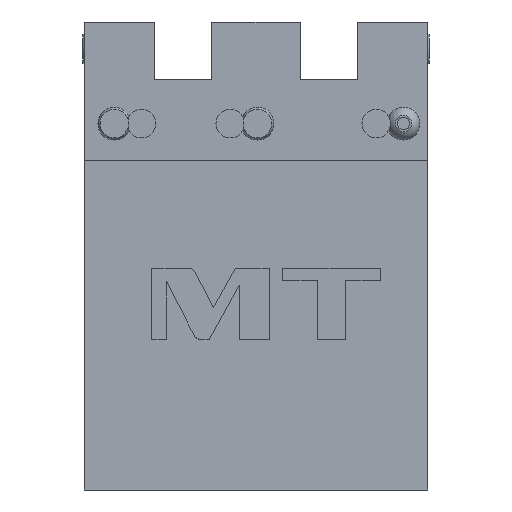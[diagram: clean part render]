
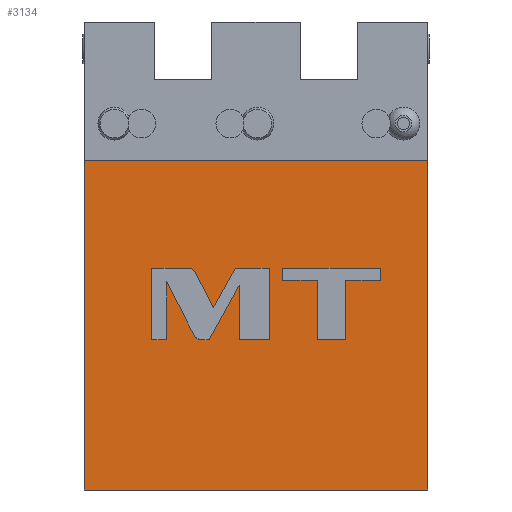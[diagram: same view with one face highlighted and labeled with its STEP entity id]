
A CAD part, left-side view. The second image highlights one B-rep face of the part: STEP entity #3134.
In plain terms, the highlighted planar face has unit normal (-1, 0, 0).
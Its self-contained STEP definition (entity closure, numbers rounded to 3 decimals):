
#541=DIRECTION('',(0.,-1.,0.));
#542=VECTOR('',#541,120.);
#543=CARTESIAN_POINT('',(-36.,63.5,-65.));
#544=LINE('',#543,#542);
#561=DIRECTION('',(0.,-1.,0.));
#562=VECTOR('',#561,120.);
#563=CARTESIAN_POINT('',(-36.,63.5,50.));
#564=LINE('',#563,#562);
#565=CARTESIAN_POINT('',(-36.,24.713,10.872));
#566=CARTESIAN_POINT('',(-36.,25.232,11.876));
#567=CARTESIAN_POINT('',(-36.,26.257,12.5));
#568=CARTESIAN_POINT('',(-36.,27.387,12.5));
#570=DIRECTION('',(0.,1.,0.));
#571=VECTOR('',#570,12.568);
#572=CARTESIAN_POINT('',(-36.,27.387,12.5));
#573=LINE('',#572,#571);
#574=DIRECTION('',(0.,0.,-1.));
#575=VECTOR('',#574,25.);
#576=CARTESIAN_POINT('',(-36.,39.955,12.5));
#577=LINE('',#576,#575);
#578=DIRECTION('',(0.,-1.,0.));
#579=VECTOR('',#578,5.2);
#580=CARTESIAN_POINT('',(-36.,39.955,-12.5));
#581=LINE('',#580,#579);
#582=DIRECTION('',(0.,0.,1.));
#583=VECTOR('',#582,20.253);
#584=CARTESIAN_POINT('',(-36.,34.755,-12.5));
#585=LINE('',#584,#583);
#586=DIRECTION('',(0.,-0.459,-0.888));
#587=VECTOR('',#586,20.967);
#588=CARTESIAN_POINT('',(-36.,34.755,7.753));
#589=LINE('',#588,#587);
#590=CARTESIAN_POINT('',(-36.,25.125,-10.872));
#591=CARTESIAN_POINT('',(-36.,24.605,-11.877));
#592=CARTESIAN_POINT('',(-36.,23.579,-12.5));
#593=CARTESIAN_POINT('',(-36.,22.448,-12.5));
#595=DIRECTION('',(0.,-1.,0.));
#596=VECTOR('',#595,2.608);
#597=CARTESIAN_POINT('',(-36.,22.448,-12.5));
#598=LINE('',#597,#596);
#599=DIRECTION('',(0.,-0.481,0.877));
#600=VECTOR('',#599,21.691);
#601=CARTESIAN_POINT('',(-36.,19.84,-12.5));
#602=LINE('',#601,#600);
#603=DIRECTION('',(0.,0.,-1.));
#604=VECTOR('',#603,19.015);
#605=CARTESIAN_POINT('',(-36.,9.402,6.515));
#606=LINE('',#605,#604);
#607=DIRECTION('',(0.,-1.,0.));
#608=VECTOR('',#607,10.52);
#609=CARTESIAN_POINT('',(-36.,9.402,-12.5));
#610=LINE('',#609,#608);
#611=DIRECTION('',(0.,0.,1.));
#612=VECTOR('',#611,25.);
#613=CARTESIAN_POINT('',(-36.,-1.118,-12.5));
#614=LINE('',#613,#612);
#615=DIRECTION('',(0.,1.,0.));
#616=VECTOR('',#615,11.86);
#617=CARTESIAN_POINT('',(-36.,-1.118,12.5));
#618=LINE('',#617,#616);
#619=DIRECTION('',(0.,0.481,-0.877));
#620=VECTOR('',#619,15.851);
#621=CARTESIAN_POINT('',(-36.,10.742,12.5));
#622=LINE('',#621,#620);
#623=DIRECTION('',(0.,0.459,0.888));
#624=VECTOR('',#623,13.81);
#625=CARTESIAN_POINT('',(-36.,18.37,-1.395));
#626=LINE('',#625,#624);
#627=DIRECTION('',(0.,0.,-1.));
#628=VECTOR('',#627,20.743);
#629=CARTESIAN_POINT('',(-36.,-17.931,8.243));
#630=LINE('',#629,#628);
#631=DIRECTION('',(0.,-1.,0.));
#632=VECTOR('',#631,9.903);
#633=CARTESIAN_POINT('',(-36.,-17.931,-12.5));
#634=LINE('',#633,#632);
#635=DIRECTION('',(0.,0.,1.));
#636=VECTOR('',#635,20.743);
#637=CARTESIAN_POINT('',(-36.,-27.834,-12.5));
#638=LINE('',#637,#636);
#639=DIRECTION('',(0.,-1.,0.));
#640=VECTOR('',#639,12.12);
#641=CARTESIAN_POINT('',(-36.,-27.834,8.243));
#642=LINE('',#641,#640);
#643=DIRECTION('',(0.,0.,1.));
#644=VECTOR('',#643,4.257);
#645=CARTESIAN_POINT('',(-36.,-39.954,8.243));
#646=LINE('',#645,#644);
#647=DIRECTION('',(0.,1.,0.));
#648=VECTOR('',#647,34.143);
#649=CARTESIAN_POINT('',(-36.,-39.954,12.5));
#650=LINE('',#649,#648);
#651=DIRECTION('',(0.,0.,-1.));
#652=VECTOR('',#651,4.257);
#653=CARTESIAN_POINT('',(-36.,-5.811,12.5));
#654=LINE('',#653,#652);
#655=DIRECTION('',(0.,-1.,0.));
#656=VECTOR('',#655,12.12);
#657=CARTESIAN_POINT('',(-36.,-5.811,8.243));
#658=LINE('',#657,#656);
#663=DIRECTION('',(0.,0.,1.));
#664=VECTOR('',#663,115.);
#665=CARTESIAN_POINT('',(-36.,63.5,-65.));
#666=LINE('',#665,#664);
#793=DIRECTION('',(0.,0.,1.));
#794=VECTOR('',#793,115.);
#795=CARTESIAN_POINT('',(-36.,-56.5,-65.));
#796=LINE('',#795,#794);
#1873=CARTESIAN_POINT('',(-36.,63.5,-65.));
#1874=CARTESIAN_POINT('',(-36.,-56.5,-65.));
#1875=VERTEX_POINT('',#1873);
#1876=VERTEX_POINT('',#1874);
#1877=CARTESIAN_POINT('',(-36.,63.5,50.));
#1878=CARTESIAN_POINT('',(-36.,-56.5,50.));
#1879=VERTEX_POINT('',#1877);
#1880=VERTEX_POINT('',#1878);
#2346=VERTEX_POINT('',#565);
#2347=VERTEX_POINT('',#568);
#2348=CARTESIAN_POINT('',(-36.,39.955,12.5));
#2349=VERTEX_POINT('',#2348);
#2350=CARTESIAN_POINT('',(-36.,39.955,-12.5));
#2351=VERTEX_POINT('',#2350);
#2352=CARTESIAN_POINT('',(-36.,34.755,-12.5));
#2353=VERTEX_POINT('',#2352);
#2354=CARTESIAN_POINT('',(-36.,34.755,7.753));
#2355=VERTEX_POINT('',#2354);
#2356=CARTESIAN_POINT('',(-36.,25.125,-10.872));
#2357=VERTEX_POINT('',#2356);
#2358=VERTEX_POINT('',#593);
#2359=CARTESIAN_POINT('',(-36.,19.84,-12.5));
#2360=VERTEX_POINT('',#2359);
#2361=CARTESIAN_POINT('',(-36.,9.402,6.515));
#2362=VERTEX_POINT('',#2361);
#2363=CARTESIAN_POINT('',(-36.,9.402,-12.5));
#2364=VERTEX_POINT('',#2363);
#2365=CARTESIAN_POINT('',(-36.,-1.118,-12.5));
#2366=VERTEX_POINT('',#2365);
#2367=CARTESIAN_POINT('',(-36.,-1.118,12.5));
#2368=VERTEX_POINT('',#2367);
#2369=CARTESIAN_POINT('',(-36.,10.742,12.5));
#2370=VERTEX_POINT('',#2369);
#2371=CARTESIAN_POINT('',(-36.,18.37,-1.395));
#2372=VERTEX_POINT('',#2371);
#2373=CARTESIAN_POINT('',(-36.,-17.931,8.243));
#2374=CARTESIAN_POINT('',(-36.,-17.931,-12.5));
#2375=VERTEX_POINT('',#2373);
#2376=VERTEX_POINT('',#2374);
#2377=CARTESIAN_POINT('',(-36.,-27.834,-12.5));
#2378=VERTEX_POINT('',#2377);
#2379=CARTESIAN_POINT('',(-36.,-27.834,8.243));
#2380=VERTEX_POINT('',#2379);
#2381=CARTESIAN_POINT('',(-36.,-39.954,8.243));
#2382=VERTEX_POINT('',#2381);
#2383=CARTESIAN_POINT('',(-36.,-39.954,12.5));
#2384=VERTEX_POINT('',#2383);
#2385=CARTESIAN_POINT('',(-36.,-5.811,12.5));
#2386=VERTEX_POINT('',#2385);
#2387=CARTESIAN_POINT('',(-36.,-5.811,8.243));
#2388=VERTEX_POINT('',#2387);
#3070=CARTESIAN_POINT('',(-36.,75.5,50.));
#3071=DIRECTION('',(1.,0.,0.));
#3072=DIRECTION('',(0.,0.,-1.));
#3073=AXIS2_PLACEMENT_3D('',#3070,#3071,#3072);
#3074=PLANE('',#3073);
#3075=ORIENTED_EDGE('',*,*,#3058,.F.);
#3077=ORIENTED_EDGE('',*,*,#3076,.T.);
#3079=ORIENTED_EDGE('',*,*,#3078,.T.);
#3081=ORIENTED_EDGE('',*,*,#3080,.F.);
#3082=EDGE_LOOP('',(#3075,#3077,#3079,#3081));
#3083=FACE_OUTER_BOUND('',#3082,.F.);
#3085=ORIENTED_EDGE('',*,*,#3084,.T.);
#3087=ORIENTED_EDGE('',*,*,#3086,.T.);
#3089=ORIENTED_EDGE('',*,*,#3088,.T.);
#3091=ORIENTED_EDGE('',*,*,#3090,.T.);
#3093=ORIENTED_EDGE('',*,*,#3092,.T.);
#3095=ORIENTED_EDGE('',*,*,#3094,.T.);
#3097=ORIENTED_EDGE('',*,*,#3096,.T.);
#3099=ORIENTED_EDGE('',*,*,#3098,.T.);
#3101=ORIENTED_EDGE('',*,*,#3100,.T.);
#3103=ORIENTED_EDGE('',*,*,#3102,.T.);
#3105=ORIENTED_EDGE('',*,*,#3104,.T.);
#3107=ORIENTED_EDGE('',*,*,#3106,.T.);
#3109=ORIENTED_EDGE('',*,*,#3108,.T.);
#3111=ORIENTED_EDGE('',*,*,#3110,.T.);
#3113=ORIENTED_EDGE('',*,*,#3112,.T.);
#3114=EDGE_LOOP('',(#3085,#3087,#3089,#3091,#3093,#3095,#3097,#3099,#3101,#3103,
#3105,#3107,#3109,#3111,#3113));
#3115=FACE_BOUND('',#3114,.F.);
#3117=ORIENTED_EDGE('',*,*,#3116,.T.);
#3119=ORIENTED_EDGE('',*,*,#3118,.T.);
#3121=ORIENTED_EDGE('',*,*,#3120,.T.);
#3123=ORIENTED_EDGE('',*,*,#3122,.T.);
#3125=ORIENTED_EDGE('',*,*,#3124,.T.);
#3127=ORIENTED_EDGE('',*,*,#3126,.T.);
#3129=ORIENTED_EDGE('',*,*,#3128,.T.);
#3131=ORIENTED_EDGE('',*,*,#3130,.T.);
#3132=EDGE_LOOP('',(#3117,#3119,#3121,#3123,#3125,#3127,#3129,#3131));
#3133=FACE_BOUND('',#3132,.F.);
#3134=ADVANCED_FACE('',(#3083,#3115,#3133),#3074,.F.);
#569=B_SPLINE_CURVE_WITH_KNOTS('',3,(#565,#566,#567,#568),.UNSPECIFIED.,.F.,.F.,
(4,4),(0.,1.),.UNSPECIFIED.);
#594=B_SPLINE_CURVE_WITH_KNOTS('',3,(#590,#591,#592,#593),.UNSPECIFIED.,.F.,.F.,
(4,4),(0.,1.),.UNSPECIFIED.);
#3058=EDGE_CURVE('',#1875,#1876,#544,.T.);
#3076=EDGE_CURVE('',#1875,#1879,#666,.T.);
#3078=EDGE_CURVE('',#1879,#1880,#564,.T.);
#3080=EDGE_CURVE('',#1876,#1880,#796,.T.);
#3084=EDGE_CURVE('',#2346,#2347,#569,.T.);
#3086=EDGE_CURVE('',#2347,#2349,#573,.T.);
#3088=EDGE_CURVE('',#2349,#2351,#577,.T.);
#3090=EDGE_CURVE('',#2351,#2353,#581,.T.);
#3092=EDGE_CURVE('',#2353,#2355,#585,.T.);
#3094=EDGE_CURVE('',#2355,#2357,#589,.T.);
#3096=EDGE_CURVE('',#2357,#2358,#594,.T.);
#3098=EDGE_CURVE('',#2358,#2360,#598,.T.);
#3100=EDGE_CURVE('',#2360,#2362,#602,.T.);
#3102=EDGE_CURVE('',#2362,#2364,#606,.T.);
#3104=EDGE_CURVE('',#2364,#2366,#610,.T.);
#3106=EDGE_CURVE('',#2366,#2368,#614,.T.);
#3108=EDGE_CURVE('',#2368,#2370,#618,.T.);
#3110=EDGE_CURVE('',#2370,#2372,#622,.T.);
#3112=EDGE_CURVE('',#2372,#2346,#626,.T.);
#3116=EDGE_CURVE('',#2375,#2376,#630,.T.);
#3118=EDGE_CURVE('',#2376,#2378,#634,.T.);
#3120=EDGE_CURVE('',#2378,#2380,#638,.T.);
#3122=EDGE_CURVE('',#2380,#2382,#642,.T.);
#3124=EDGE_CURVE('',#2382,#2384,#646,.T.);
#3126=EDGE_CURVE('',#2384,#2386,#650,.T.);
#3128=EDGE_CURVE('',#2386,#2388,#654,.T.);
#3130=EDGE_CURVE('',#2388,#2375,#658,.T.);
